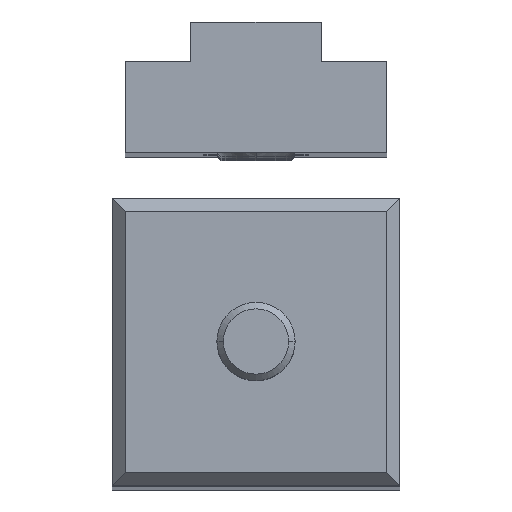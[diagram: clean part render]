
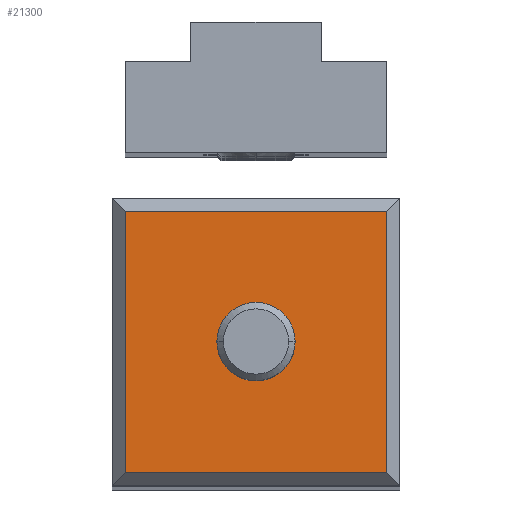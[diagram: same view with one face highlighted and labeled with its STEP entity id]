
A CAD part, top view. The second image highlights one B-rep face of the part: STEP entity #21300.
In plain terms, the highlighted face is planar.
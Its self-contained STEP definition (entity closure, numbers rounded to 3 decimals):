
#20760=CARTESIAN_POINT('',(0.,0.,0.));
#20770=DIRECTION('',(0.,0.,1.));
#20780=DIRECTION('',(1.,0.,0.));
#20790=AXIS2_PLACEMENT_3D('',#20760,#20770,#20780);
#20800=PLANE('',#20790);
#20810=CARTESIAN_POINT('',(10.,10.,0.));
#20820=DIRECTION('',(0.,0.,1.));
#20830=DIRECTION('',(1.,0.,0.));
#20840=AXIS2_PLACEMENT_3D('',#20810,#20820,#20830);
#20850=CIRCLE('',#20840,3.);
#20860=CARTESIAN_POINT('',(13.,10.,0.));
#20870=VERTEX_POINT('',#20860);
#20880=CARTESIAN_POINT('',(7.,10.,0.));
#20890=VERTEX_POINT('',#20880);
#20900=EDGE_CURVE('',#20870,#20890,#20850,.T.);
#20910=ORIENTED_EDGE('',*,*,#20900,.T.);
#20920=EDGE_CURVE('',#20890,#20870,#20850,.T.);
#20930=ORIENTED_EDGE('',*,*,#20920,.T.);
#20940=EDGE_LOOP('',(#20930,#20910));
#20950=FACE_BOUND('',#20940,.T.);
#20960=CARTESIAN_POINT('',(0.,0.,0.));
#20970=DIRECTION('',(0.,-1.,0.));
#20980=VECTOR('',#20970,1.);
#20990=LINE('',#20960,#20980);
#21000=CARTESIAN_POINT('',(0.,20.,0.));
#21010=VERTEX_POINT('',#21000);
#21020=CARTESIAN_POINT('',(0.,0.,0.));
#21030=VERTEX_POINT('',#21020);
#21040=EDGE_CURVE('',#21010,#21030,#20990,.T.);
#21050=ORIENTED_EDGE('',*,*,#21040,.F.);
#21060=CARTESIAN_POINT('',(0.,0.,0.));
#21070=DIRECTION('',(1.,0.,0.));
#21080=VECTOR('',#21070,1.);
#21090=LINE('',#21060,#21080);
#21100=CARTESIAN_POINT('',(20.,0.,0.));
#21110=VERTEX_POINT('',#21100);
#21120=EDGE_CURVE('',#21030,#21110,#21090,.T.);
#21130=ORIENTED_EDGE('',*,*,#21120,.F.);
#21140=CARTESIAN_POINT('',(20.,0.,0.));
#21150=DIRECTION('',(0.,1.,0.));
#21160=VECTOR('',#21150,1.);
#21170=LINE('',#21140,#21160);
#21180=CARTESIAN_POINT('',(20.,20.,0.));
#21190=VERTEX_POINT('',#21180);
#21200=EDGE_CURVE('',#21110,#21190,#21170,.T.);
#21210=ORIENTED_EDGE('',*,*,#21200,.F.);
#21220=CARTESIAN_POINT('',(0.,20.,0.));
#21230=DIRECTION('',(-1.,0.,0.));
#21240=VECTOR('',#21230,1.);
#21250=LINE('',#21220,#21240);
#21260=EDGE_CURVE('',#21190,#21010,#21250,.T.);
#21270=ORIENTED_EDGE('',*,*,#21260,.F.);
#21280=EDGE_LOOP('',(#21270,#21210,#21130,#21050));
#21290=FACE_OUTER_BOUND('',#21280,.T.);
#21300=ADVANCED_FACE('',(#20950,#21290),#20800,.F.);
